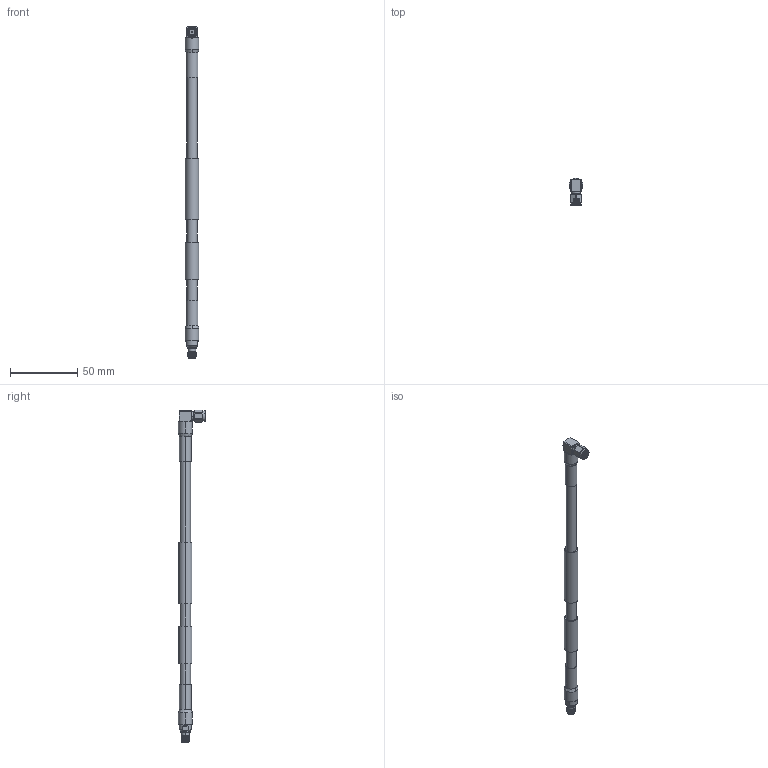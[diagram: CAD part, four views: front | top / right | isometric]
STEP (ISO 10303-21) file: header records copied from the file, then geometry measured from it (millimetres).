
FILE_DESCRIPTION (( 'STEP AP214' ), '1' );
FILE_NAME ('PE3C7868.step', '2021-02-09T19:22:44', ( '' ), ( '' ), 'SwSTEP 2.0', 'SolidWorks 2018', '' );
FILE_SCHEMA (( 'AUTOMOTIVE_DESIGN' ));
Length unit declared in the file: inch
Products named in the file (5): Heat Shrink^PE3C7868; PE3C7868; PE45679^PE3C7868; PE-1/4SFHC^PE3C7868; PE45680^PE3C7868
Assembly tree (5 placements, depth 2):
  PE3C7868
    PE-1/4SFHC^PE3C7868
    Heat Shrink^PE3C7868  x2
    PE45679^PE3C7868
    PE45680^PE3C7868
Bounding box: 10.18 x 20.09 x 245.96 mm (x, y, z)
Volume: 15556.1 mm3; surface area: 8502.8 mm2
Topology: 5 solids, 5 shells, 206 faces, 479 edges, 304 vertices
Faces by surface type: cylinder 97, plane 57, cone 38, bspline 12, torus 2
Entity records: 9093 total; most frequent: CARTESIAN_POINT 4504, ORIENTED_EDGE 922, DIRECTION 913, EDGE_CURVE 461, AXIS2_PLACEMENT_3D 380, VERTEX_POINT 292, EDGE_LOOP 221, ADVANCED_FACE 198
